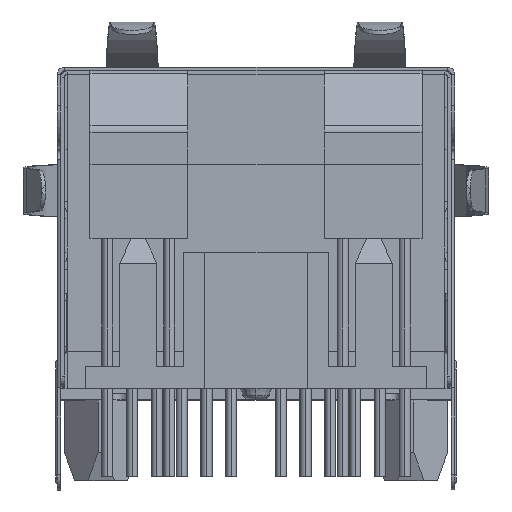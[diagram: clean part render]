
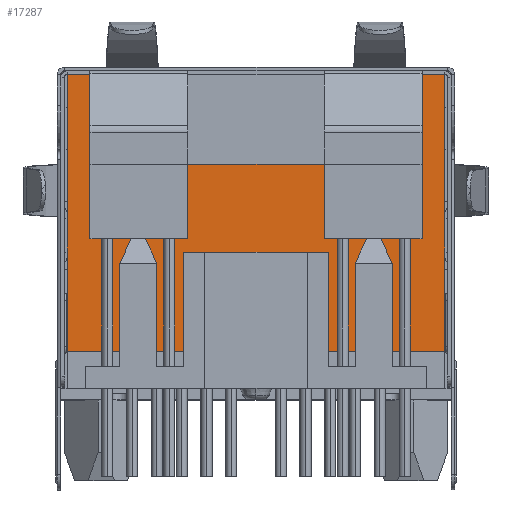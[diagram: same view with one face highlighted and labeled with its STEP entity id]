
A CAD part, top view. The second image highlights one B-rep face of the part: STEP entity #17287.
In plain terms, the highlighted planar face has unit normal (0, 0, 1).
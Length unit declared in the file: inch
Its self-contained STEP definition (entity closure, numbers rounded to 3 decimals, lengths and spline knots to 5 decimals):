
#17 = EDGE_CURVE ( 'NONE', #18322, #12132, #13320, .T. ) ;
#214 = VECTOR ( 'NONE', #8214, 39.37008 ) ;
#1692 = CARTESIAN_POINT ( 'NONE',  ( 0.1175, 0.2375, 0.535 ) ) ;
#1791 = DIRECTION ( 'NONE',  ( -1., 0., 0. ) ) ;
#1856 = PLANE ( 'NONE',  #5951 ) ;
#2201 = EDGE_LOOP ( 'NONE', ( #21562, #7401, #19170, #19353, #24101, #4357, #16975, #24316, #2971, #5622, #15484, #11827 ) ) ;
#2753 = VECTOR ( 'NONE', #24203, 39.37008 ) ;
#2927 = VECTOR ( 'NONE', #21079, 39.37008 ) ;
#2956 = CARTESIAN_POINT ( 'NONE',  ( -0.268, 0.37914, 0.535 ) ) ;
#2971 = ORIENTED_EDGE ( 'NONE', *, *, #10121, .T. ) ;
#3145 = LINE ( 'NONE', #18877, #8514 ) ;
#3518 = CARTESIAN_POINT ( 'NONE',  ( -0.268, 0.524, 0.535 ) ) ;
#3914 = DIRECTION ( 'NONE',  ( -1., 0., 0. ) ) ;
#4015 = LINE ( 'NONE', #17829, #26096 ) ;
#4063 = EDGE_CURVE ( 'NONE', #7783, #26756, #21395, .T. ) ;
#4120 = DIRECTION ( 'NONE',  ( -1., 0., 0. ) ) ;
#4357 = ORIENTED_EDGE ( 'NONE', *, *, #16811, .T. ) ;
#4688 = EDGE_CURVE ( 'NONE', #18154, #23901, #5639, .T. ) ;
#4912 = CARTESIAN_POINT ( 'NONE',  ( 0.305, 0.524, 0.535 ) ) ;
#5102 = DIRECTION ( 'NONE',  ( 1., 0., 0. ) ) ;
#5411 = LINE ( 'NONE', #1692, #15425 ) ;
#5533 = VECTOR ( 'NONE', #9988, 39.37008 ) ;
#5622 = ORIENTED_EDGE ( 'NONE', *, *, #21153, .T. ) ;
#5639 = LINE ( 'NONE', #7477, #15315 ) ;
#5685 = DIRECTION ( 'NONE',  ( 1., 0., 0. ) ) ;
#5951 = AXIS2_PLACEMENT_3D ( 'NONE', #8504, #25446, #4120 ) ;
#6103 = VECTOR ( 'NONE', #5685, 39.37008 ) ;
#6136 = CARTESIAN_POINT ( 'NONE',  ( 0.1175, 0.2375, 0.535 ) ) ;
#6349 = EDGE_CURVE ( 'NONE', #12132, #17120, #7196, .T. ) ;
#6503 = EDGE_CURVE ( 'NONE', #14214, #18154, #3145, .T. ) ;
#6589 = VERTEX_POINT ( 'NONE', #12957 ) ;
#6639 = CARTESIAN_POINT ( 'NONE',  ( -0.1175, 0.0775, 0.535 ) ) ;
#7196 = LINE ( 'NONE', #16368, #5533 ) ;
#7401 = ORIENTED_EDGE ( 'NONE', *, *, #12168, .T. ) ;
#7477 = CARTESIAN_POINT ( 'NONE',  ( 0.268, 0.524, 0.535 ) ) ;
#7783 = VERTEX_POINT ( 'NONE', #6136 ) ;
#8214 = DIRECTION ( 'NONE',  ( 0., -1., 0. ) ) ;
#8504 = CARTESIAN_POINT ( 'NONE',  ( 0., 0., 0.535 ) ) ;
#8514 = VECTOR ( 'NONE', #3914, 39.37008 ) ;
#9866 = CARTESIAN_POINT ( 'NONE',  ( 0.305, 0.0775, 0.535 ) ) ;
#9988 = DIRECTION ( 'NONE',  ( -1., 0., 0. ) ) ;
#10121 = EDGE_CURVE ( 'NONE', #17120, #6589, #21306, .T. ) ;
#10625 = DIRECTION ( 'NONE',  ( 0., -1., 0. ) ) ;
#11020 = DIRECTION ( 'NONE',  ( 0., -1., 0. ) ) ;
#11290 = FACE_OUTER_BOUND ( 'NONE', #2201, .T. ) ;
#11827 = ORIENTED_EDGE ( 'NONE', *, *, #12783, .F. ) ;
#11973 = LINE ( 'NONE', #17399, #27717 ) ;
#12010 = VERTEX_POINT ( 'NONE', #17750 ) ;
#12132 = VERTEX_POINT ( 'NONE', #3518 ) ;
#12168 = EDGE_CURVE ( 'NONE', #26756, #12010, #22524, .T. ) ;
#12783 = EDGE_CURVE ( 'NONE', #7783, #23462, #5411, .T. ) ;
#12957 = CARTESIAN_POINT ( 'NONE',  ( -0.305, 0.0775, 0.535 ) ) ;
#13320 = LINE ( 'NONE', #23536, #2927 ) ;
#13665 = CARTESIAN_POINT ( 'NONE',  ( 0.305, 0.524, 0.535 ) ) ;
#14214 = VERTEX_POINT ( 'NONE', #13665 ) ;
#14593 = CARTESIAN_POINT ( 'NONE',  ( 0.268, 0.37914, 0.535 ) ) ;
#15315 = VECTOR ( 'NONE', #16167, 39.37008 ) ;
#15425 = VECTOR ( 'NONE', #21326, 39.37008 ) ;
#15484 = ORIENTED_EDGE ( 'NONE', *, *, #22268, .F. ) ;
#16023 = VECTOR ( 'NONE', #10625, 39.37008 ) ;
#16167 = DIRECTION ( 'NONE',  ( 0., -1., 0. ) ) ;
#16368 = CARTESIAN_POINT ( 'NONE',  ( -0.305, 0.524, 0.535 ) ) ;
#16811 = EDGE_CURVE ( 'NONE', #23901, #18322, #26039, .T. ) ;
#16975 = ORIENTED_EDGE ( 'NONE', *, *, #17, .T. ) ;
#17120 = VERTEX_POINT ( 'NONE', #22193 ) ;
#17287 = ADVANCED_FACE ( 'NONE', ( #11290 ), #1856, .F. ) ;
#17399 = CARTESIAN_POINT ( 'NONE',  ( -0.1175, 0.2375, 0.535 ) ) ;
#17750 = CARTESIAN_POINT ( 'NONE',  ( 0.305, 0.0775, 0.535 ) ) ;
#17829 = CARTESIAN_POINT ( 'NONE',  ( 0.305, 0.0775, 0.535 ) ) ;
#18154 = VERTEX_POINT ( 'NONE', #19706 ) ;
#18322 = VERTEX_POINT ( 'NONE', #2956 ) ;
#18877 = CARTESIAN_POINT ( 'NONE',  ( 0.305, 0.524, 0.535 ) ) ;
#19170 = ORIENTED_EDGE ( 'NONE', *, *, #24646, .T. ) ;
#19353 = ORIENTED_EDGE ( 'NONE', *, *, #6503, .T. ) ;
#19706 = CARTESIAN_POINT ( 'NONE',  ( 0.268, 0.524, 0.535 ) ) ;
#21017 = CARTESIAN_POINT ( 'NONE',  ( -0.305, 0.524, 0.535 ) ) ;
#21079 = DIRECTION ( 'NONE',  ( 0., 1., 0. ) ) ;
#21153 = EDGE_CURVE ( 'NONE', #6589, #25737, #4015, .T. ) ;
#21286 = CARTESIAN_POINT ( 'NONE',  ( 0.1175, 0.2375, 0.535 ) ) ;
#21306 = LINE ( 'NONE', #21017, #214 ) ;
#21326 = DIRECTION ( 'NONE',  ( -1., 0., 0. ) ) ;
#21395 = LINE ( 'NONE', #21286, #16023 ) ;
#21562 = ORIENTED_EDGE ( 'NONE', *, *, #4063, .T. ) ;
#22193 = CARTESIAN_POINT ( 'NONE',  ( -0.305, 0.524, 0.535 ) ) ;
#22268 = EDGE_CURVE ( 'NONE', #23462, #25737, #11973, .T. ) ;
#22524 = LINE ( 'NONE', #9866, #6103 ) ;
#22723 = CARTESIAN_POINT ( 'NONE',  ( 0.1175, 0.0775, 0.535 ) ) ;
#23337 = CARTESIAN_POINT ( 'NONE',  ( -0.268, 0.37914, 0.535 ) ) ;
#23462 = VERTEX_POINT ( 'NONE', #23617 ) ;
#23536 = CARTESIAN_POINT ( 'NONE',  ( -0.268, 0.524, 0.535 ) ) ;
#23617 = CARTESIAN_POINT ( 'NONE',  ( -0.1175, 0.2375, 0.535 ) ) ;
#23719 = VECTOR ( 'NONE', #1791, 39.37008 ) ;
#23901 = VERTEX_POINT ( 'NONE', #14593 ) ;
#24101 = ORIENTED_EDGE ( 'NONE', *, *, #4688, .T. ) ;
#24196 = LINE ( 'NONE', #4912, #2753 ) ;
#24203 = DIRECTION ( 'NONE',  ( 0., 1., 0. ) ) ;
#24316 = ORIENTED_EDGE ( 'NONE', *, *, #6349, .T. ) ;
#24646 = EDGE_CURVE ( 'NONE', #12010, #14214, #24196, .T. ) ;
#25446 = DIRECTION ( 'NONE',  ( 0., 0., -1. ) ) ;
#25737 = VERTEX_POINT ( 'NONE', #6639 ) ;
#26039 = LINE ( 'NONE', #23337, #23719 ) ;
#26096 = VECTOR ( 'NONE', #5102, 39.37008 ) ;
#26756 = VERTEX_POINT ( 'NONE', #22723 ) ;
#27717 = VECTOR ( 'NONE', #11020, 39.37008 ) ;
